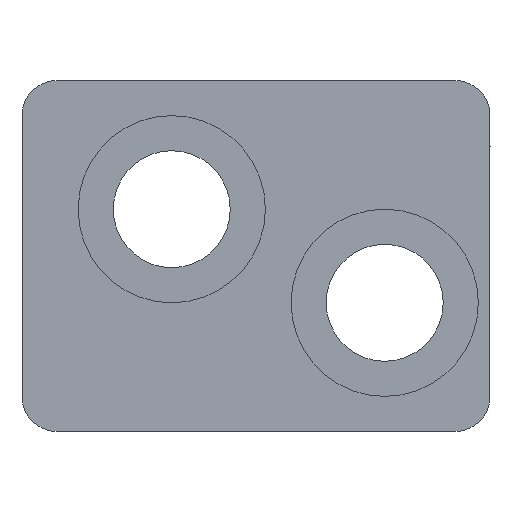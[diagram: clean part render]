
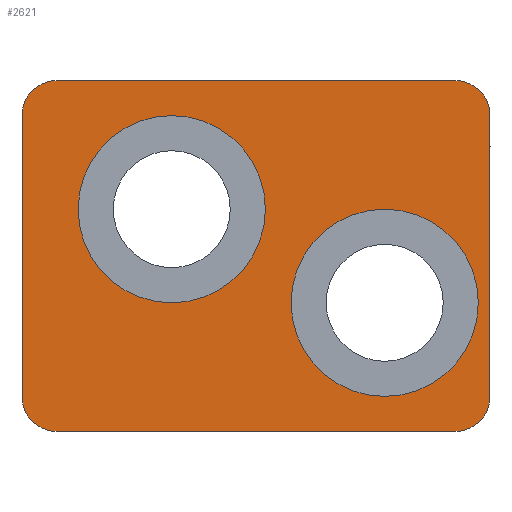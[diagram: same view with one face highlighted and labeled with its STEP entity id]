
A CAD part, left-side view. The second image highlights one B-rep face of the part: STEP entity #2621.
In plain terms, the highlighted planar face has unit normal (-1, 0, 0).
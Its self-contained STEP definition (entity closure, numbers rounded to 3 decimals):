
#435=CARTESIAN_POINT('',(-7.5,9.561,7.061));
#436=VERTEX_POINT('',#435);
#445=CARTESIAN_POINT('',(-7.5,8.5,7.5));
#446=VERTEX_POINT('',#445);
#447=CARTESIAN_POINT('',(-7.5,8.5,6.0));
#448=DIRECTION('',(1.,0.0,0.0));
#449=DIRECTION('',(0.0,0.707,0.707));
#450=AXIS2_PLACEMENT_3D('',#447,#448,#449);
#451=CIRCLE('',#450,1.5);
#452=EDGE_CURVE('',#436,#446,#451,.T.);
#479=CARTESIAN_POINT('',(-7.5,9.561,-7.061));
#480=VERTEX_POINT('',#479);
#496=CARTESIAN_POINT('',(-7.5,8.5,-7.5));
#497=VERTEX_POINT('',#496);
#504=CARTESIAN_POINT('',(-7.5,8.5,-6.));
#505=DIRECTION('',(1.,0.0,0.0));
#506=DIRECTION('',(0.0,0.707,-0.707));
#507=AXIS2_PLACEMENT_3D('',#504,#505,#506);
#508=CIRCLE('',#507,1.5);
#509=EDGE_CURVE('',#497,#480,#508,.T.);
#519=CARTESIAN_POINT('',(-7.5,-9.561,-7.061));
#520=VERTEX_POINT('',#519);
#529=CARTESIAN_POINT('',(-7.5,-8.5,-7.5));
#530=VERTEX_POINT('',#529);
#531=CARTESIAN_POINT('',(-7.5,-8.5,-6.));
#532=DIRECTION('',(1.,0.0,0.0));
#533=DIRECTION('',(0.0,-0.707,-0.707));
#534=AXIS2_PLACEMENT_3D('',#531,#532,#533);
#535=CIRCLE('',#534,1.5);
#536=EDGE_CURVE('',#520,#530,#535,.T.);
#647=CARTESIAN_POINT('',(-7.5,-9.561,7.061));
#648=VERTEX_POINT('',#647);
#664=CARTESIAN_POINT('',(-7.5,-8.5,7.5));
#665=VERTEX_POINT('',#664);
#672=CARTESIAN_POINT('',(-7.5,-8.5,6.0));
#673=DIRECTION('',(1.,0.0,0.0));
#674=DIRECTION('',(0.0,-0.707,0.707));
#675=AXIS2_PLACEMENT_3D('',#672,#673,#674);
#676=CIRCLE('',#675,1.5);
#677=EDGE_CURVE('',#665,#648,#676,.T.);
#689=CARTESIAN_POINT('',(-7.5,-0.4,2.0));
#690=VERTEX_POINT('',#689);
#706=CARTESIAN_POINT('',(-7.5,7.6,2.));
#707=VERTEX_POINT('',#706);
#714=CARTESIAN_POINT('',(-7.5,3.6,2.0));
#715=DIRECTION('',(1.0,0.0,0.0));
#716=DIRECTION('',(0.0,-1.0,0.0));
#717=AXIS2_PLACEMENT_3D('',#714,#715,#716);
#718=CIRCLE('',#717,4.0);
#719=EDGE_CURVE('',#690,#707,#718,.T.);
#731=CARTESIAN_POINT('',(-7.5,-9.5,-2.0));
#732=VERTEX_POINT('',#731);
#748=CARTESIAN_POINT('',(-7.5,-1.5,-2.0));
#749=VERTEX_POINT('',#748);
#756=CARTESIAN_POINT('',(-7.5,-5.5,-2.0));
#757=DIRECTION('',(1.0,0.0,0.0));
#758=DIRECTION('',(0.0,-1.0,0.0));
#759=AXIS2_PLACEMENT_3D('',#756,#757,#758);
#760=CIRCLE('',#759,4.0);
#761=EDGE_CURVE('',#732,#749,#760,.T.);
#2172=CARTESIAN_POINT('',(-7.5,-5.5,-2.0));
#2173=DIRECTION('',(1.0,0.0,0.0));
#2174=DIRECTION('',(0.0,-1.0,0.0));
#2175=AXIS2_PLACEMENT_3D('',#2172,#2173,#2174);
#2176=CIRCLE('',#2175,4.0);
#2177=EDGE_CURVE('',#749,#732,#2176,.T.);
#2216=CARTESIAN_POINT('',(-7.5,3.6,2.0));
#2217=DIRECTION('',(1.0,0.0,0.0));
#2218=DIRECTION('',(0.0,-1.0,0.0));
#2219=AXIS2_PLACEMENT_3D('',#2216,#2217,#2218);
#2220=CIRCLE('',#2219,4.0);
#2221=EDGE_CURVE('',#707,#690,#2220,.T.);
#2260=CARTESIAN_POINT('',(-7.5,-10.0,6.0));
#2261=VERTEX_POINT('',#2260);
#2262=CARTESIAN_POINT('',(-7.5,-8.5,6.0));
#2263=DIRECTION('',(1.,0.0,0.0));
#2264=DIRECTION('',(0.0,-0.707,0.707));
#2265=AXIS2_PLACEMENT_3D('',#2262,#2263,#2264);
#2266=CIRCLE('',#2265,1.5);
#2267=EDGE_CURVE('',#648,#2261,#2266,.T.);
#2422=CARTESIAN_POINT('',(-7.5,-10.0,-6.));
#2423=VERTEX_POINT('',#2422);
#2430=CARTESIAN_POINT('',(-7.5,-8.5,-6.));
#2431=DIRECTION('',(1.,0.0,0.0));
#2432=DIRECTION('',(0.0,-0.707,-0.707));
#2433=AXIS2_PLACEMENT_3D('',#2430,#2431,#2432);
#2434=CIRCLE('',#2433,1.5);
#2435=EDGE_CURVE('',#2423,#520,#2434,.T.);
#2454=CARTESIAN_POINT('',(-7.5,-10.0,-6.));
#2455=DIRECTION('',(0.0,0.0,1.0));
#2456=VECTOR('',#2455,12.0);
#2457=LINE('',#2454,#2456);
#2458=EDGE_CURVE('',#2423,#2261,#2457,.T.);
#2535=CARTESIAN_POINT('',(-7.5,10.0,-6.));
#2536=VERTEX_POINT('',#2535);
#2537=CARTESIAN_POINT('',(-7.5,8.5,-6.));
#2538=DIRECTION('',(1.,0.0,0.0));
#2539=DIRECTION('',(0.0,0.707,-0.707));
#2540=AXIS2_PLACEMENT_3D('',#2537,#2538,#2539);
#2541=CIRCLE('',#2540,1.5);
#2542=EDGE_CURVE('',#480,#2536,#2541,.T.);
#2560=CARTESIAN_POINT('',(-7.5,10.0,6.0));
#2561=VERTEX_POINT('',#2560);
#2562=CARTESIAN_POINT('',(-7.5,10.0,-6.));
#2563=DIRECTION('',(0.0,0.0,1.0));
#2564=VECTOR('',#2563,12.0);
#2565=LINE('',#2562,#2564);
#2566=EDGE_CURVE('',#2536,#2561,#2565,.T.);
#2578=CARTESIAN_POINT('',(-7.5,-10.0,-7.5));
#2579=DIRECTION('',(-1.0,0.0,0.0));
#2580=DIRECTION('',(0.0,0.0,1.0));
#2581=AXIS2_PLACEMENT_3D('',#2578,#2579,#2580);
#2582=PLANE('',#2581);
#2583=ORIENTED_EDGE('',*,*,#677,.F.);
#2584=CARTESIAN_POINT('',(-7.5,-8.5,7.5));
#2585=DIRECTION('',(0.0,1.0,0.0));
#2586=VECTOR('',#2585,17.);
#2587=LINE('',#2584,#2586);
#2588=EDGE_CURVE('',#665,#446,#2587,.T.);
#2589=ORIENTED_EDGE('',*,*,#2588,.T.);
#2590=ORIENTED_EDGE('',*,*,#452,.F.);
#2591=CARTESIAN_POINT('',(-7.5,8.5,6.0));
#2592=DIRECTION('',(1.,0.0,0.0));
#2593=DIRECTION('',(0.0,0.707,0.707));
#2594=AXIS2_PLACEMENT_3D('',#2591,#2592,#2593);
#2595=CIRCLE('',#2594,1.5);
#2596=EDGE_CURVE('',#2561,#436,#2595,.T.);
#2597=ORIENTED_EDGE('',*,*,#2596,.F.);
#2598=ORIENTED_EDGE('',*,*,#2566,.F.);
#2599=ORIENTED_EDGE('',*,*,#2542,.F.);
#2600=ORIENTED_EDGE('',*,*,#509,.F.);
#2601=CARTESIAN_POINT('',(-7.5,8.5,-7.5));
#2602=DIRECTION('',(0.0,-1.0,0.0));
#2603=VECTOR('',#2602,17.);
#2604=LINE('',#2601,#2603);
#2605=EDGE_CURVE('',#497,#530,#2604,.T.);
#2606=ORIENTED_EDGE('',*,*,#2605,.T.);
#2607=ORIENTED_EDGE('',*,*,#536,.F.);
#2608=ORIENTED_EDGE('',*,*,#2435,.F.);
#2609=ORIENTED_EDGE('',*,*,#2458,.T.);
#2610=ORIENTED_EDGE('',*,*,#2267,.F.);
#2611=EDGE_LOOP('',(#2583,#2589,#2590,#2597,#2598,#2599,#2600,#2606,#2607,#2608,#2609,#2610));
#2612=FACE_OUTER_BOUND('',#2611,.T.);
#2613=ORIENTED_EDGE('',*,*,#761,.T.);
#2614=ORIENTED_EDGE('',*,*,#2177,.T.);
#2615=EDGE_LOOP('',(#2613,#2614));
#2616=FACE_BOUND('',#2615,.T.);
#2617=ORIENTED_EDGE('',*,*,#719,.T.);
#2618=ORIENTED_EDGE('',*,*,#2221,.T.);
#2619=EDGE_LOOP('',(#2617,#2618));
#2620=FACE_BOUND('',#2619,.T.);
#2621=ADVANCED_FACE('',(#2612,#2616,#2620),#2582,.T.);
